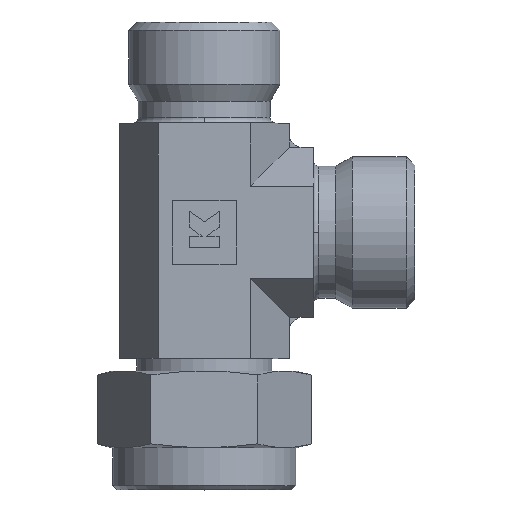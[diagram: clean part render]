
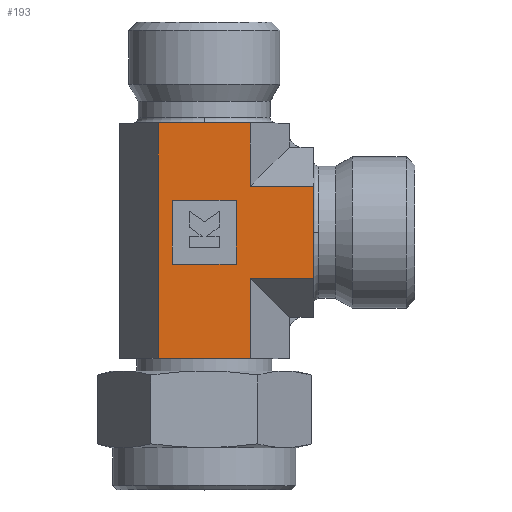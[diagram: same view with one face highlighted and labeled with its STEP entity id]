
A CAD part, top view. The second image highlights one B-rep face of the part: STEP entity #193.
In plain terms, the highlighted planar face has unit normal (0, 0, 1).
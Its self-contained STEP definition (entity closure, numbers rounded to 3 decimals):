
#193 = ADVANCED_FACE( '', ( #474, #475 ), #476, .T. );
#474 = FACE_BOUND( '', #801, .T. );
#475 = FACE_OUTER_BOUND( '', #802, .T. );
#476 = PLANE( '', #803 );
#801 = EDGE_LOOP( '', ( #1788, #1789, #1790, #1791 ) );
#802 = EDGE_LOOP( '', ( #1792, #1793, #1794, #1795, #1796, #1797, #1798, #1799 ) );
#803 = AXIS2_PLACEMENT_3D( '', #1800, #1801, #1802 );
#1788 = ORIENTED_EDGE( '', *, *, #2271, .T. );
#1789 = ORIENTED_EDGE( '', *, *, #2275, .T. );
#1790 = ORIENTED_EDGE( '', *, *, #2278, .T. );
#1791 = ORIENTED_EDGE( '', *, *, #2280, .T. );
#1792 = ORIENTED_EDGE( '', *, *, #2368, .T. );
#1793 = ORIENTED_EDGE( '', *, *, #2296, .T. );
#1794 = ORIENTED_EDGE( '', *, *, #2369, .F. );
#1795 = ORIENTED_EDGE( '', *, *, #2370, .T. );
#1796 = ORIENTED_EDGE( '', *, *, #2330, .T. );
#1797 = ORIENTED_EDGE( '', *, *, #2371, .F. );
#1798 = ORIENTED_EDGE( '', *, *, #2372, .T. );
#1799 = ORIENTED_EDGE( '', *, *, #2373, .T. );
#1800 = CARTESIAN_POINT( '', ( 0., -5.485, 9.5 ) );
#1801 = DIRECTION( '', ( 0., 0., 1. ) );
#1802 = DIRECTION( '', ( 0., -1., 0. ) );
#2271 = EDGE_CURVE( '', #2836, #2834, #2837, .T. );
#2275 = EDGE_CURVE( '', #2834, #2841, #2843, .T. );
#2278 = EDGE_CURVE( '', #2841, #2846, #2848, .T. );
#2280 = EDGE_CURVE( '', #2846, #2836, #2850, .T. );
#2296 = EDGE_CURVE( '', #2869, #2866, #2870, .T. );
#2330 = EDGE_CURVE( '', #2922, #2920, #2923, .T. );
#2368 = EDGE_CURVE( '', #2972, #2869, #2973, .T. );
#2369 = EDGE_CURVE( '', #2974, #2866, #2975, .T. );
#2370 = EDGE_CURVE( '', #2974, #2922, #2976, .T. );
#2371 = EDGE_CURVE( '', #2977, #2920, #2978, .T. );
#2372 = EDGE_CURVE( '', #2977, #2979, #2980, .T. );
#2373 = EDGE_CURVE( '', #2979, #2972, #2981, .T. );
#2834 = VERTEX_POINT( '', #3595 );
#2836 = VERTEX_POINT( '', #3598 );
#2837 = LINE( '', #3599, #3600 );
#2841 = VERTEX_POINT( '', #3606 );
#2843 = LINE( '', #3609, #3610 );
#2846 = VERTEX_POINT( '', #3614 );
#2848 = LINE( '', #3617, #3618 );
#2850 = LINE( '', #3621, #3622 );
#2866 = VERTEX_POINT( '', #3638 );
#2869 = VERTEX_POINT( '', #3642 );
#2870 = LINE( '', #3643, #3644 );
#2920 = VERTEX_POINT( '', #3702 );
#2922 = VERTEX_POINT( '', #3705 );
#2923 = LINE( '', #3706, #3707 );
#2972 = VERTEX_POINT( '', #3946 );
#2973 = LINE( '', #3947, #3948 );
#2974 = VERTEX_POINT( '', #3949 );
#2975 = LINE( '', #3950, #3951 );
#2976 = LINE( '', #3952, #3953 );
#2977 = VERTEX_POINT( '', #3954 );
#2978 = LINE( '', #3955, #3956 );
#2979 = VERTEX_POINT( '', #3957 );
#2980 = LINE( '', #3958, #3959 );
#2981 = LINE( '', #3960, #3961 );
#3595 = CARTESIAN_POINT( '', ( -3.8, 3.8, 9.5 ) );
#3598 = CARTESIAN_POINT( '', ( -3.8, -3.8, 9.5 ) );
#3599 = CARTESIAN_POINT( '', ( -3.8, -4.642, 9.5 ) );
#3600 = VECTOR( '', #4420, 1. );
#3606 = CARTESIAN_POINT( '', ( 3.8, 3.8, 9.5 ) );
#3609 = CARTESIAN_POINT( '', ( -1.9, 3.8, 9.5 ) );
#3610 = VECTOR( '', #4424, 1. );
#3614 = CARTESIAN_POINT( '', ( 3.8, -3.8, 9.5 ) );
#3617 = CARTESIAN_POINT( '', ( 3.8, -0.842, 9.5 ) );
#3618 = VECTOR( '', #4427, 1. );
#3621 = CARTESIAN_POINT( '', ( 1.9, -3.8, 9.5 ) );
#3622 = VECTOR( '', #4429, 1. );
#3638 = CARTESIAN_POINT( '', ( 13., 5.485, 9.5 ) );
#3642 = CARTESIAN_POINT( '', ( 13., -5.485, 9.5 ) );
#3643 = CARTESIAN_POINT( '', ( 13., 5.485, 9.5 ) );
#3644 = VECTOR( '', #4473, 1. );
#3702 = CARTESIAN_POINT( '', ( -5.485, 13., 9.5 ) );
#3705 = CARTESIAN_POINT( '', ( 5.485, 13., 9.5 ) );
#3706 = CARTESIAN_POINT( '', ( -5.485, 13., 9.5 ) );
#3707 = VECTOR( '', #4555, 1. );
#3946 = CARTESIAN_POINT( '', ( 5.485, -5.485, 9.5 ) );
#3947 = CARTESIAN_POINT( '', ( 0., -5.485, 9.5 ) );
#3948 = VECTOR( '', #4587, 1. );
#3949 = CARTESIAN_POINT( '', ( 5.485, 5.485, 9.5 ) );
#3950 = CARTESIAN_POINT( '', ( 0., 5.485, 9.5 ) );
#3951 = VECTOR( '', #4588, 1. );
#3952 = CARTESIAN_POINT( '', ( 5.485, -15., 9.5 ) );
#3953 = VECTOR( '', #4589, 1. );
#3954 = CARTESIAN_POINT( '', ( -5.485, -15., 9.5 ) );
#3955 = CARTESIAN_POINT( '', ( -5.485, -15., 9.5 ) );
#3956 = VECTOR( '', #4590, 1. );
#3957 = CARTESIAN_POINT( '', ( 5.485, -15., 9.5 ) );
#3958 = CARTESIAN_POINT( '', ( -5.485, -15., 9.5 ) );
#3959 = VECTOR( '', #4591, 1. );
#3960 = CARTESIAN_POINT( '', ( 5.485, -15., 9.5 ) );
#3961 = VECTOR( '', #4592, 1. );
#4420 = DIRECTION( '', ( 0., 1., 0. ) );
#4424 = DIRECTION( '', ( 1., 0., 0. ) );
#4427 = DIRECTION( '', ( 0., -1., 0. ) );
#4429 = DIRECTION( '', ( -1., 0., 0. ) );
#4473 = DIRECTION( '', ( 0., 1., 0. ) );
#4555 = DIRECTION( '', ( -1., 0., 0. ) );
#4587 = DIRECTION( '', ( 1., 0., 0. ) );
#4588 = DIRECTION( '', ( 1., 0., 0. ) );
#4589 = DIRECTION( '', ( 0., 1., 0. ) );
#4590 = DIRECTION( '', ( 0., 1., 0. ) );
#4591 = DIRECTION( '', ( 1., 0., 0. ) );
#4592 = DIRECTION( '', ( 0., 1., 0. ) );
